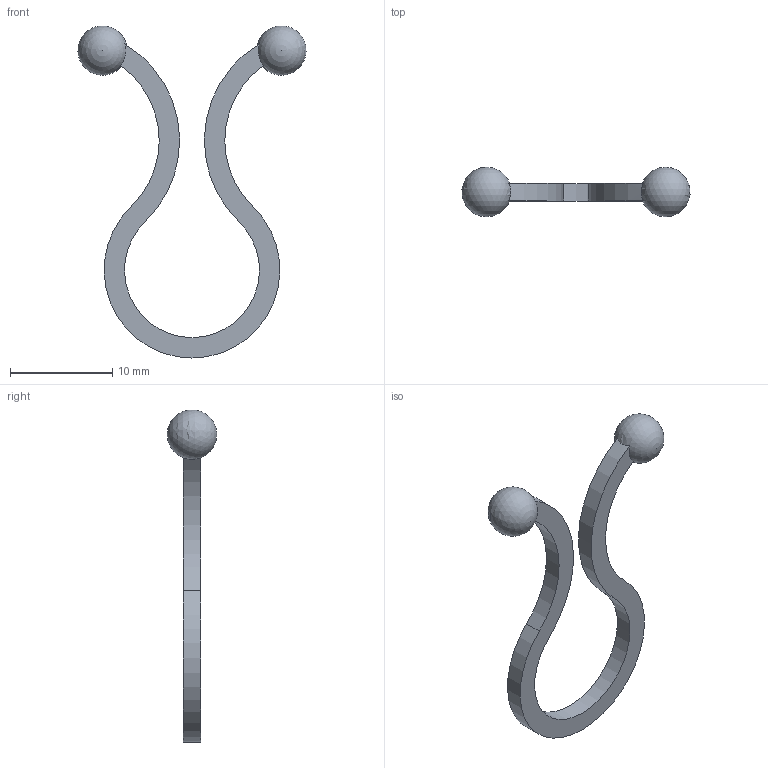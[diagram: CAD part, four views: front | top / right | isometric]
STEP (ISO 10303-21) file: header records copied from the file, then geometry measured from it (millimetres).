
FILE_DESCRIPTION(/* description */ ('Unknown'),/* implementation_level */ '2;1');
FILE_NAME(/* name */ '520005000',/* time_stamp */ '2019-01-07T16:16:40+01:00',/* author */ ('Unknown'),/* organization */ ('Unknown'),/* preprocessor_version */ 'ST-DEVELOPER v16.7',/* originating_system */ 'DEX',/* authorisation */ $);
FILE_SCHEMA (('AUTOMOTIVE_DESIGN {1 0 10303 214 3 1 1}'));
Length unit declared in the file: millimetre
Products named in the file (1): 520005000
Bounding box: 22.31 x 4.85 x 32.48 mm (x, y, z)
Volume: 369.8 mm3; surface area: 678.5 mm2
Topology: 1 solids, 1 shells, 10 faces, 30 edges, 20 vertices
Faces by surface type: cylinder 6, sphere 2, plane 2
Entity records: 338 total; most frequent: CARTESIAN_POINT 63, DIRECTION 58, ORIENTED_EDGE 48, AXIS2_PLACEMENT_3D 27, EDGE_CURVE 24, CIRCLE 16, VERTEX_POINT 16, EDGE_LOOP 10
